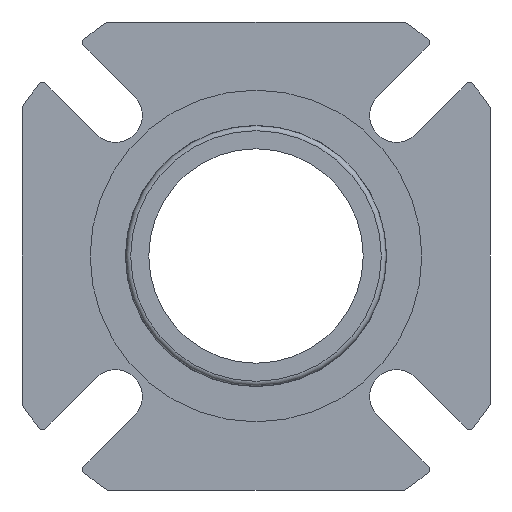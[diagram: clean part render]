
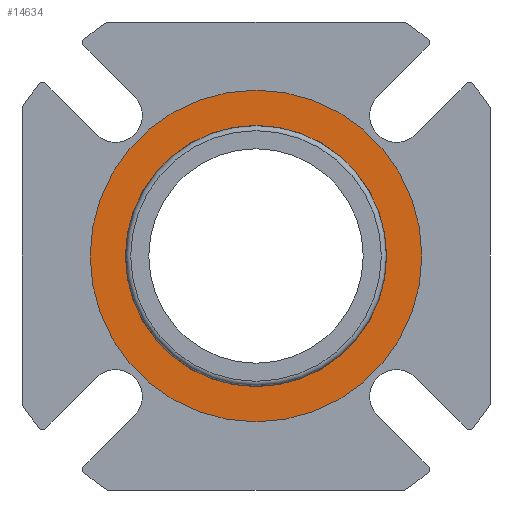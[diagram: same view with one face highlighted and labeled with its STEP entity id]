
A CAD part, left-side view. The second image highlights one B-rep face of the part: STEP entity #14634.
In plain terms, the highlighted planar face has unit normal (-1, 0, 0).
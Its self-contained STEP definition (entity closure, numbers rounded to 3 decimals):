
#3045=PLANE('',#16087);
#7390=ORIENTED_EDGE('',*,*,#9561,.T.);
#7391=ORIENTED_EDGE('',*,*,#9560,.T.);
#9560=EDGE_CURVE('',#10926,#10926,#11605,.T.);
#9561=EDGE_CURVE('',#10927,#10927,#11606,.T.);
#10926=VERTEX_POINT('',#29241);
#10927=VERTEX_POINT('',#29244);
#11605=CIRCLE('',#16086,54.);
#11606=CIRCLE('',#16088,42.532);
#12531=EDGE_LOOP('',(#7390));
#12532=EDGE_LOOP('',(#7391));
#13466=FACE_BOUND('',#12531,.T.);
#13467=FACE_BOUND('',#12532,.T.);
#14634=ADVANCED_FACE('',(#13466,#13467),#3045,.F.);
#16086=AXIS2_PLACEMENT_3D('',#29240,#19989,#19990);
#16087=AXIS2_PLACEMENT_3D('',#29242,#19991,#19992);
#16088=AXIS2_PLACEMENT_3D('',#29243,#19993,#19994);
#19989=DIRECTION('',(-1.,0.,0.));
#19990=DIRECTION('',(0.,0.,1.));
#19991=DIRECTION('',(1.,0.,0.));
#19992=DIRECTION('',(0.,0.,-1.));
#19993=DIRECTION('',(1.,0.,0.));
#19994=DIRECTION('',(0.,0.,-1.));
#29240=CARTESIAN_POINT('',(-13.97,0.,0.));
#29241=CARTESIAN_POINT('',(-13.97,0.,54.));
#29242=CARTESIAN_POINT('',(-13.97,0.,54.));
#29243=CARTESIAN_POINT('',(-13.97,0.,0.));
#29244=CARTESIAN_POINT('',(-13.97,0.,-42.532));
